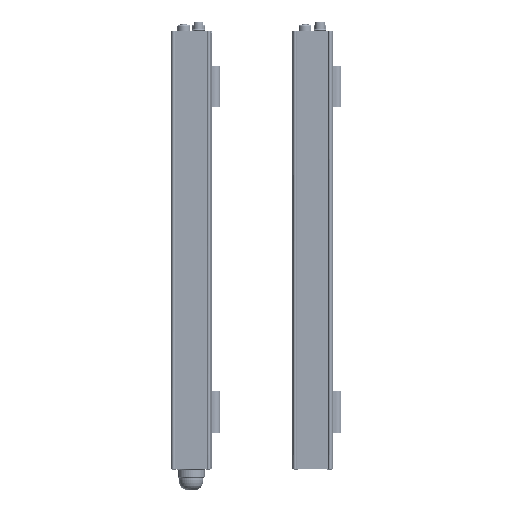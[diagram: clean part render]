
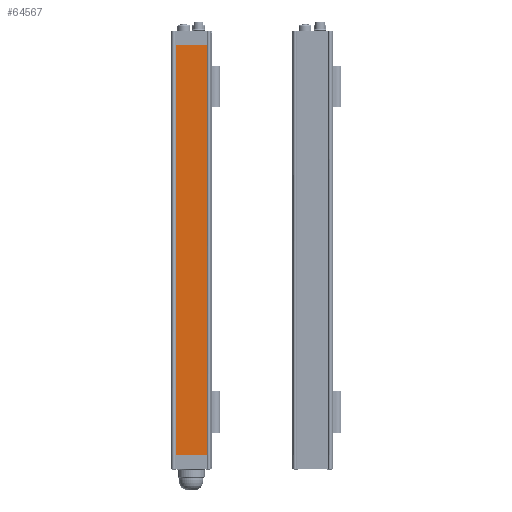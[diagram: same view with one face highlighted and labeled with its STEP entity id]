
A CAD part, top view. The second image highlights one B-rep face of the part: STEP entity #64567.
In plain terms, the highlighted planar face has unit normal (0, 0, 1).
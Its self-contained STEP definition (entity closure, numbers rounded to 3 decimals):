
#5739=LINE('',#130351,#11475);
#5896=LINE('',#130934,#11632);
#5899=LINE('',#130940,#11635);
#5900=LINE('',#130941,#11636);
#11475=VECTOR('',#88509,37.6);
#11632=VECTOR('',#89006,498.5);
#11635=VECTOR('',#89011,498.5);
#11636=VECTOR('',#89012,37.6);
#18229=FACE_OUTER_BOUND('',#22540,.T.);
#22540=EDGE_LOOP('',(#56670,#56671,#56672,#56673));
#31076=VERTEX_POINT('',#130348);
#31077=VERTEX_POINT('',#130350);
#31333=VERTEX_POINT('',#130933);
#31335=VERTEX_POINT('',#130939);
#39762=EDGE_CURVE('',#31076,#31077,#5739,.T.);
#40053=EDGE_CURVE('',#31333,#31077,#5896,.T.);
#40056=EDGE_CURVE('',#31076,#31335,#5899,.T.);
#40057=EDGE_CURVE('',#31333,#31335,#5900,.T.);
#56670=ORIENTED_EDGE('',*,*,#40056,.T.);
#56671=ORIENTED_EDGE('',*,*,#40057,.F.);
#56672=ORIENTED_EDGE('',*,*,#40053,.T.);
#56673=ORIENTED_EDGE('',*,*,#39762,.F.);
#61006=PLANE('',#71170);
#64567=ADVANCED_FACE('',(#18229),#61006,.T.);
#71170=AXIS2_PLACEMENT_3D('',#130938,#89009,#89010);
#88509=DIRECTION('',(-1.,0.,0.));
#89006=DIRECTION('',(0.,-1.,0.));
#89009=DIRECTION('center_axis',(0.,0.,
1.));
#89010=DIRECTION('ref_axis',(1.,0.,0.));
#89011=DIRECTION('',(0.,1.,0.));
#89012=DIRECTION('',(1.,0.,0.));
#130348=CARTESIAN_POINT('',(-256.666,-90.946,-307.536));
#130350=CARTESIAN_POINT('',(-294.266,-90.946,-307.536));
#130351=CARTESIAN_POINT('',(-256.666,-90.946,-307.536));
#130933=CARTESIAN_POINT('',(-294.266,407.554,-307.536));
#130934=CARTESIAN_POINT('',(-294.266,59.054,-307.536));
#130938=CARTESIAN_POINT('Origin',(-294.266,59.054,-307.536));
#130939=CARTESIAN_POINT('',(-256.666,407.554,-307.536));
#130940=CARTESIAN_POINT('',(-256.666,59.054,-307.536));
#130941=CARTESIAN_POINT('',(-294.266,407.554,-307.536));
